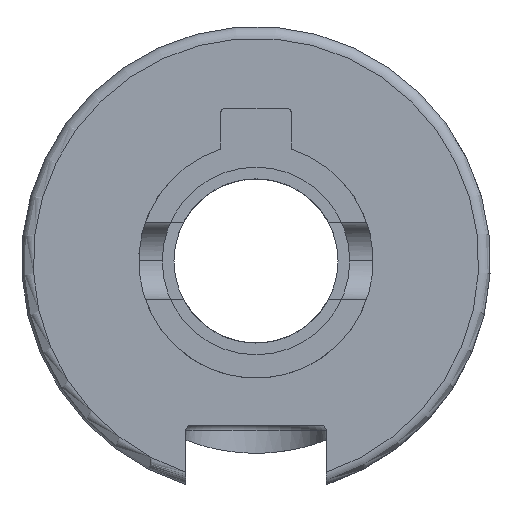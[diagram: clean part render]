
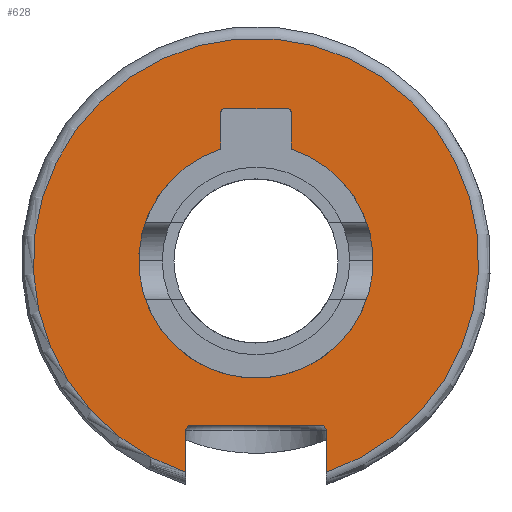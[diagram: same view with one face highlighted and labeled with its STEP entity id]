
A CAD part, front view. The second image highlights one B-rep face of the part: STEP entity #628.
In plain terms, the highlighted planar face has unit normal (0, -1, 0).
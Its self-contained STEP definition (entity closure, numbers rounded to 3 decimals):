
#1=DIRECTION('',(0.,0.,1.));
#2=VECTOR('',#1,1.57);
#3=CARTESIAN_POINT('',(1.5,0.,4.77));
#4=LINE('',#3,#2);
#5=DIRECTION('',(-1.,0.,0.));
#6=VECTOR('',#5,2.68);
#7=CARTESIAN_POINT('',(1.34,0.,6.5));
#8=LINE('',#7,#6);
#9=DIRECTION('',(0.,0.,-1.));
#10=VECTOR('',#9,1.57);
#11=CARTESIAN_POINT('',(-1.5,0.,6.34));
#12=LINE('',#11,#10);
#13=DIRECTION('',(0.,0.,1.));
#14=VECTOR('',#13,1.764);
#15=CARTESIAN_POINT('',(3.,0.,-9.014));
#16=LINE('',#15,#14);
#17=DIRECTION('',(1.,0.,0.));
#18=VECTOR('',#17,5.5);
#19=CARTESIAN_POINT('',(-2.75,0.,-7.));
#20=LINE('',#19,#18);
#21=DIRECTION('',(0.,0.,1.));
#22=VECTOR('',#21,1.764);
#23=CARTESIAN_POINT('',(-3.,0.,-9.014));
#24=LINE('',#23,#22);
#33=CARTESIAN_POINT('',(1.34,0.,6.34));
#34=DIRECTION('',(0.,1.,0.));
#35=DIRECTION('',(0.,0.,1.));
#36=AXIS2_PLACEMENT_3D('',#33,#34,#35);
#103=CARTESIAN_POINT('',(0.,0.,0.));
#104=DIRECTION('',(0.,1.,0.));
#105=DIRECTION('',(0.3,0.,0.954));
#106=AXIS2_PLACEMENT_3D('',#103,#104,#105);
#166=CARTESIAN_POINT('',(-1.34,0.,6.34));
#167=DIRECTION('',(0.,1.,0.));
#168=DIRECTION('',(-1.,0.,0.));
#169=AXIS2_PLACEMENT_3D('',#166,#167,#168);
#392=CARTESIAN_POINT('',(0.,0.,0.));
#393=DIRECTION('',(0.,-1.,0.));
#394=DIRECTION('',(0.316,0.,-0.949));
#395=AXIS2_PLACEMENT_3D('',#392,#393,#394);
#401=CARTESIAN_POINT('',(-3.,0.,-9.014));
#423=CARTESIAN_POINT('',(-2.75,0.,-7.25));
#424=DIRECTION('',(0.,1.,0.));
#425=DIRECTION('',(-1.,0.,0.));
#426=AXIS2_PLACEMENT_3D('',#423,#424,#425);
#446=CARTESIAN_POINT('',(2.75,0.,-7.25));
#447=DIRECTION('',(0.,1.,0.));
#448=DIRECTION('',(0.,0.,1.));
#449=AXIS2_PLACEMENT_3D('',#446,#447,#448);
#475=CARTESIAN_POINT('',(3.,0.,-9.014));
#507=CARTESIAN_POINT('',(1.5,0.,4.77));
#508=CARTESIAN_POINT('',(-1.5,0.,4.77));
#509=VERTEX_POINT('',#507);
#510=VERTEX_POINT('',#508);
#523=CARTESIAN_POINT('',(-1.5,0.,6.34));
#524=VERTEX_POINT('',#523);
#525=CARTESIAN_POINT('',(-1.34,0.,6.5));
#526=VERTEX_POINT('',#525);
#531=CARTESIAN_POINT('',(1.34,0.,6.5));
#532=VERTEX_POINT('',#531);
#533=CARTESIAN_POINT('',(1.5,0.,6.34));
#534=VERTEX_POINT('',#533);
#536=CARTESIAN_POINT('',(3.,0.,-7.25));
#538=VERTEX_POINT('',#536);
#540=CARTESIAN_POINT('',(2.75,0.,-7.));
#542=VERTEX_POINT('',#540);
#547=CARTESIAN_POINT('',(-2.75,0.,-7.));
#548=VERTEX_POINT('',#547);
#549=CARTESIAN_POINT('',(-3.,0.,-7.25));
#550=VERTEX_POINT('',#549);
#551=VERTEX_POINT('',#401);
#554=VERTEX_POINT('',#475);
#595=CARTESIAN_POINT('',(0.,0.,0.));
#596=DIRECTION('',(0.,1.,0.));
#597=DIRECTION('',(1.,0.,0.));
#598=AXIS2_PLACEMENT_3D('',#595,#596,#597);
#599=PLANE('',#598);
#601=ORIENTED_EDGE('',*,*,#600,.F.);
#603=ORIENTED_EDGE('',*,*,#602,.T.);
#605=ORIENTED_EDGE('',*,*,#604,.F.);
#607=ORIENTED_EDGE('',*,*,#606,.F.);
#609=ORIENTED_EDGE('',*,*,#608,.F.);
#611=ORIENTED_EDGE('',*,*,#610,.F.);
#612=EDGE_LOOP('',(#601,#603,#605,#607,#609,#611));
#613=FACE_OUTER_BOUND('',#612,.F.);
#615=ORIENTED_EDGE('',*,*,#614,.T.);
#617=ORIENTED_EDGE('',*,*,#616,.F.);
#619=ORIENTED_EDGE('',*,*,#618,.T.);
#621=ORIENTED_EDGE('',*,*,#620,.F.);
#623=ORIENTED_EDGE('',*,*,#622,.T.);
#625=ORIENTED_EDGE('',*,*,#624,.F.);
#626=EDGE_LOOP('',(#615,#617,#619,#621,#623,#625));
#627=FACE_BOUND('',#626,.F.);
#628=ADVANCED_FACE('',(#613,#627),#599,.F.);
#37=CIRCLE('',#36,0.16);
#107=CIRCLE('',#106,5.);
#170=CIRCLE('',#169,0.16);
#396=CIRCLE('',#395,9.5);
#427=CIRCLE('',#426,0.25);
#450=CIRCLE('',#449,0.25);
#600=EDGE_CURVE('',#554,#551,#396,.T.);
#602=EDGE_CURVE('',#554,#538,#16,.T.);
#604=EDGE_CURVE('',#542,#538,#450,.T.);
#606=EDGE_CURVE('',#548,#542,#20,.T.);
#608=EDGE_CURVE('',#550,#548,#427,.T.);
#610=EDGE_CURVE('',#551,#550,#24,.T.);
#614=EDGE_CURVE('',#509,#534,#4,.T.);
#616=EDGE_CURVE('',#532,#534,#37,.T.);
#618=EDGE_CURVE('',#532,#526,#8,.T.);
#620=EDGE_CURVE('',#524,#526,#170,.T.);
#622=EDGE_CURVE('',#524,#510,#12,.T.);
#624=EDGE_CURVE('',#509,#510,#107,.T.);
